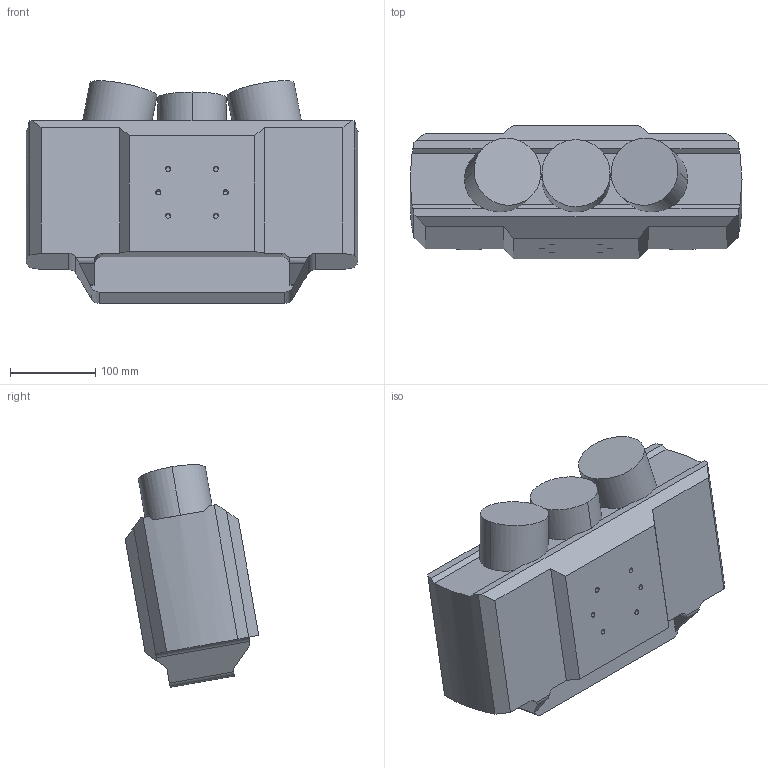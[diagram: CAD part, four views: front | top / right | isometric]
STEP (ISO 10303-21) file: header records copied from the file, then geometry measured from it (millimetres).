
FILE_DESCRIPTION (( 'STEP AP203' ), '1' );
FILE_NAME ('PowerScan 5M180.STEP', '2025-11-20T01:55:58', ( '' ), ( '' ), 'SwSTEP 2.0', 'SolidWorks 2023', '' );
FILE_SCHEMA (( 'CONFIG_CONTROL_DESIGN' ));
Length unit declared in the file: millimetre
Products named in the file (1): PowerScan 5M180
Bounding box: 390 x 156.91 x 261.55 mm (x, y, z)
Volume: 8764488.2 mm3; surface area: 300601.1 mm2
Topology: 1 solids, 1 shells, 84 faces, 248 edges, 172 vertices
Faces by surface type: plane 48, cylinder 36
Entity records: 5036 total; most frequent: CARTESIAN_POINT 2964, ORIENTED_EDGE 496, DIRECTION 282, EDGE_CURVE 248, VERTEX_POINT 172, B_SPLINE_CURVE_WITH_KNOTS 136, LINE 112, VECTOR 112
